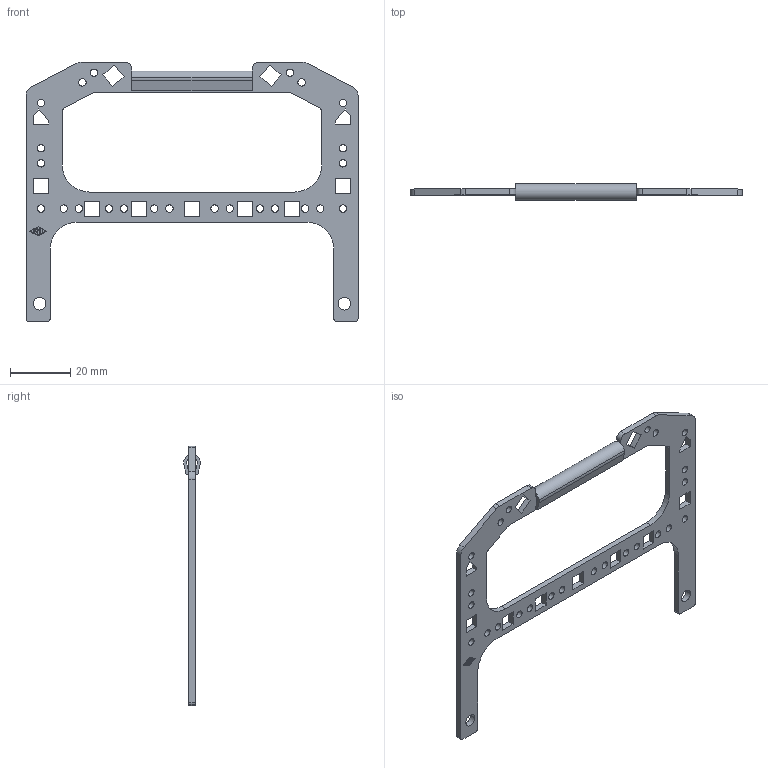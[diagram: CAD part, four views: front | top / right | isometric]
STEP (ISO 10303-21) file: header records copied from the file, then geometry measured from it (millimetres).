
FILE_DESCRIPTION((''),'2;1');
FILE_NAME('CR 24 SS.stp','2007-01-02T17:38:04',('gembarski'),(''),'Autodesk Inventor 7','Autodesk Inventor 7','');
FILE_SCHEMA(('AUTOMOTIVE_DESIGN { 1 0 10303 214 1 1 1 1 }'));
Length unit declared in the file: millimetre
Products named in the file (1): CR 24 SS
Bounding box: 110 x 5.49 x 86 mm (x, y, z)
Volume: 6433.8 mm3; surface area: 9287.8 mm2
Topology: 1 solids, 2 shells, 211 faces, 599 edges, 398 vertices
Faces by surface type: plane 117, bspline 48, cylinder 46
Entity records: 7708 total; most frequent: CARTESIAN_POINT 2027, ORIENTED_EDGE 1202, DIRECTION 1121, EDGE_CURVE 601, VECTOR 409, LINE 409, VERTEX_POINT 398, AXIS2_PLACEMENT_3D 356
